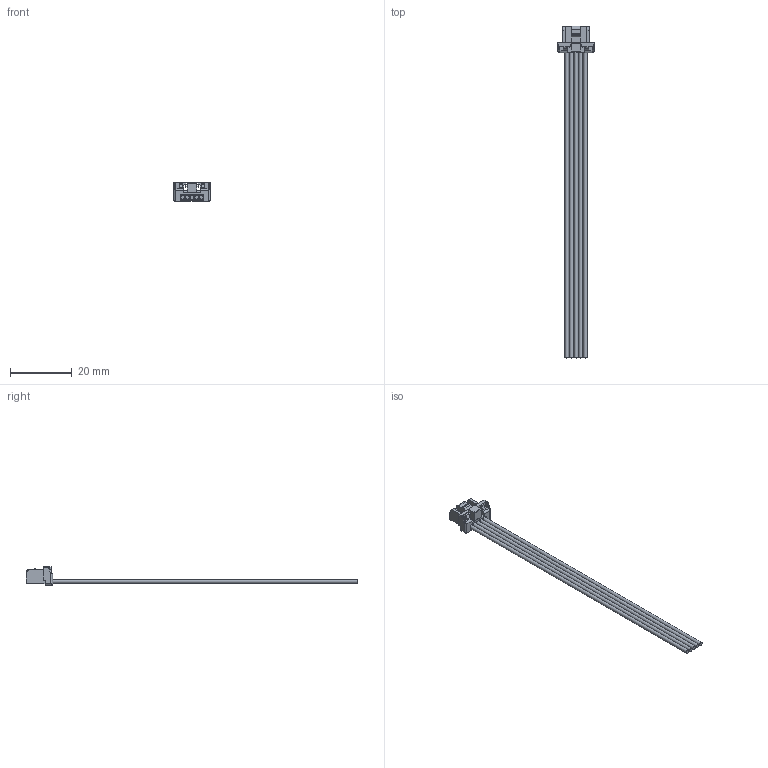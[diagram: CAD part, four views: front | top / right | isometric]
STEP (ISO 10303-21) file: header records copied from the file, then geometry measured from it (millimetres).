
FILE_DESCRIPTION(('FreeCAD Model'),'2;1');
FILE_NAME('Open CASCADE Shape Model','2024-11-18T21:49:20',(''),(''), 'Open CASCADE STEP processor 7.7','FreeCAD','Unknown');
FILE_SCHEMA(('AUTOMOTIVE_DESIGN { 1 0 10303 214 1 1 1 1 }'));
Length unit declared in the file: millimetre
Products named in the file (3): Unnamed; Body; 5025780500wbm000_01
Assembly tree (2 placements, depth 2):
  Unnamed
    Body
    5025780500wbm000_01
Bounding box: 11.8 x 107.4 x 6.1 mm (x, y, z)
Volume: 874.6 mm3; surface area: 2470.8 mm2
Topology: 2 solids, 2 shells, 303 faces, 828 edges, 534 vertices
Faces by surface type: plane 228, cylinder 69, torus 4, bspline 2
Full cylindrical faces by diameter (mm): 1.2 x5
Entity records: 23751 total; most frequent: CARTESIAN_POINT 7162, DIRECTION 3014, LINE 2064, VECTOR 2064, ORIENTED_EDGE 1652, PCURVE 1652, DEFINITIONAL_REPRESENTATION 1652, EDGE_CURVE 826
